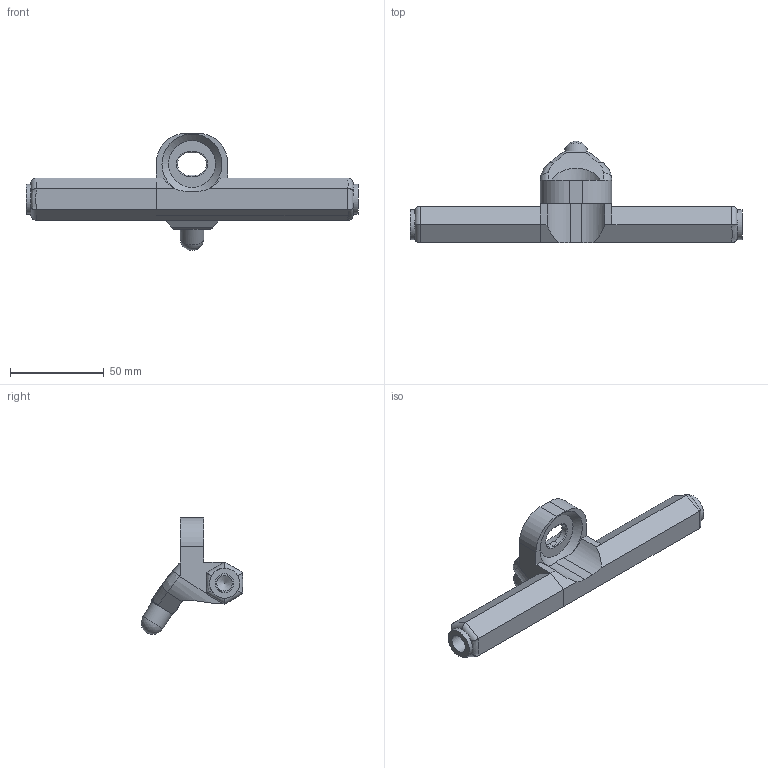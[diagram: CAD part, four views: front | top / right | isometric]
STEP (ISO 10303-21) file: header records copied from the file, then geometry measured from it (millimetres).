
FILE_DESCRIPTION(/* description */ (''),/* implementation_level */ '2;1');
FILE_NAME(/* name */ 'Hanger ver 2.step',/* time_stamp */ '2022-08-02T14:40:26-04:00',/* author */ (''),/* organization */ (''),/* preprocessor_version */ 'ST-DEVELOPER v19',/* originating_system */ 'Autodesk Translation Framework v11.7.0.108',/* authorisation */ '');
FILE_SCHEMA (('AUTOMOTIVE_DESIGN { 1 0 10303 214 3 1 1 }'));
Length unit declared in the file: millimetre
Products named in the file (1): SR TKP One Piece Axle
Bounding box: 177 x 54.25 x 62.32 mm (x, y, z)
Volume: 73208 mm3; surface area: 21115.9 mm2
Topology: 1 solids, 1 shells, 104 faces, 272 edges, 172 vertices
Faces by surface type: plane 40, cylinder 38, bspline 12, cone 7, torus 6, sphere 1
Full cylindrical faces by diameter (mm): 3.332 x2, 8.4 x2, 10 x2, 12.6 x1, 16 x2, 25 x1, 30.5 x1
Entity records: 4146 total; most frequent: CARTESIAN_POINT 1617, ORIENTED_EDGE 538, DIRECTION 503, EDGE_CURVE 269, AXIS2_PLACEMENT_3D 198, VERTEX_POINT 172, EDGE_LOOP 115, LINE 107
